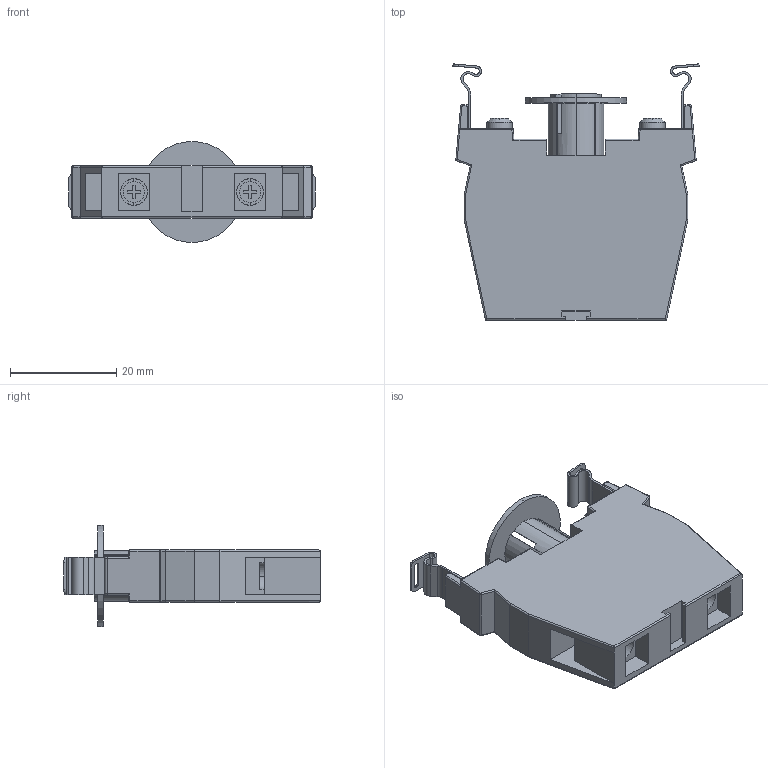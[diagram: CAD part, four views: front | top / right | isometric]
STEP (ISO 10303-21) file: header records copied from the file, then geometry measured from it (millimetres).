
FILE_DESCRIPTION (( 'STEP AP214' ), '1' );
FILE_NAME ('ELE.step', '2016-03-21T12:40:46', ( '' ), ( '' ), 'SwSTEP 2.0', 'SolidWorks 2015', '' );
FILE_SCHEMA (( 'AUTOMOTIVE_DESIGN' ));
Length unit declared in the file: millimetre
Products named in the file (1): ELE
Bounding box: 46.28 x 48.17 x 19 mm (x, y, z)
Volume: 12790.3 mm3; surface area: 7455.5 mm2
Topology: 7 solids, 7 shells, 271 faces, 694 edges, 436 vertices
Faces by surface type: plane 141, cylinder 108, sphere 10, torus 8, cone 4
Entity records: 8717 total; most frequent: CARTESIAN_POINT 1566, DIRECTION 1384, ORIENTED_EDGE 1380, EDGE_CURVE 690, AXIS2_PLACEMENT_3D 462, VECTOR 460, LINE 460, VERTEX_POINT 436
